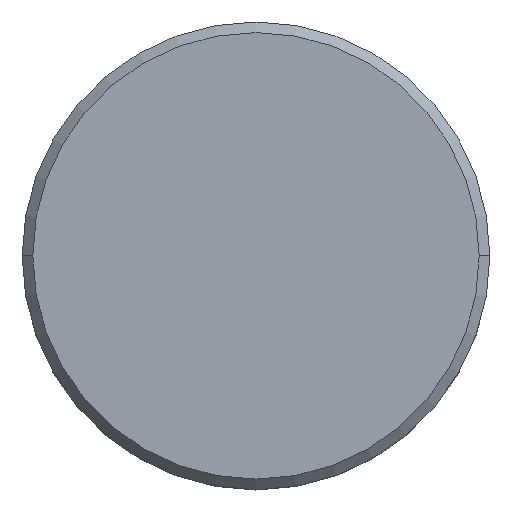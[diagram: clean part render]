
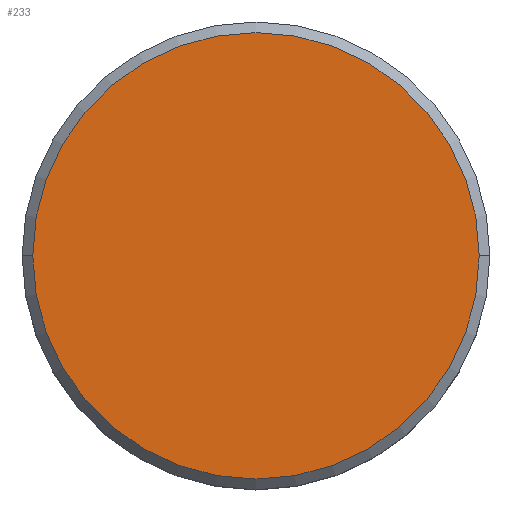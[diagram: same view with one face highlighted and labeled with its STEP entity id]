
A CAD part, top view. The second image highlights one B-rep face of the part: STEP entity #233.
In plain terms, the highlighted planar face has unit normal (0, 0, 1).
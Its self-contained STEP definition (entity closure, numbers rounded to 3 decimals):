
#13 = VERTEX_POINT ( 'NONE', #414 ) ;
#32 = DIRECTION ( 'NONE',  ( 0., 0., 1. ) ) ;
#38 = AXIS2_PLACEMENT_3D ( 'NONE', #139, #180, #101 ) ;
#75 = ORIENTED_EDGE ( 'NONE', *, *, #170, .T. ) ;
#86 = CARTESIAN_POINT ( 'NONE',  ( 0., 0., 0. ) ) ;
#101 = DIRECTION ( 'NONE',  ( 1., 0., 0. ) ) ;
#106 = EDGE_LOOP ( 'NONE', ( #314, #75 ) ) ;
#117 = EDGE_CURVE ( 'NONE', #441, #13, #350, .T. ) ;
#137 = AXIS2_PLACEMENT_3D ( 'NONE', #434, #32, #220 ) ;
#139 = CARTESIAN_POINT ( 'NONE',  ( 0., 0., 0. ) ) ;
#170 = EDGE_CURVE ( 'NONE', #13, #441, #264, .T. ) ;
#180 = DIRECTION ( 'NONE',  ( 0., 0., 1. ) ) ;
#220 = DIRECTION ( 'NONE',  ( 1., 0., 0. ) ) ;
#223 = DIRECTION ( 'NONE',  ( 0., 0., 1. ) ) ;
#233 = ADVANCED_FACE ( 'NONE', ( #323 ), #287, .T. ) ;
#264 = CIRCLE ( 'NONE', #38, 10.5 ) ;
#287 = PLANE ( 'NONE',  #330 ) ;
#314 = ORIENTED_EDGE ( 'NONE', *, *, #117, .T. ) ;
#323 = FACE_OUTER_BOUND ( 'NONE', #106, .T. ) ;
#330 = AXIS2_PLACEMENT_3D ( 'NONE', #86, #223, #413 ) ;
#350 = CIRCLE ( 'NONE', #137, 10.5 ) ;
#397 = CARTESIAN_POINT ( 'NONE',  ( -10.5, 0., 0. ) ) ;
#413 = DIRECTION ( 'NONE',  ( 1., 0., 0. ) ) ;
#414 = CARTESIAN_POINT ( 'NONE',  ( 10.5, 0., 0. ) ) ;
#434 = CARTESIAN_POINT ( 'NONE',  ( 0., 0., 0. ) ) ;
#441 = VERTEX_POINT ( 'NONE', #397 ) ;
